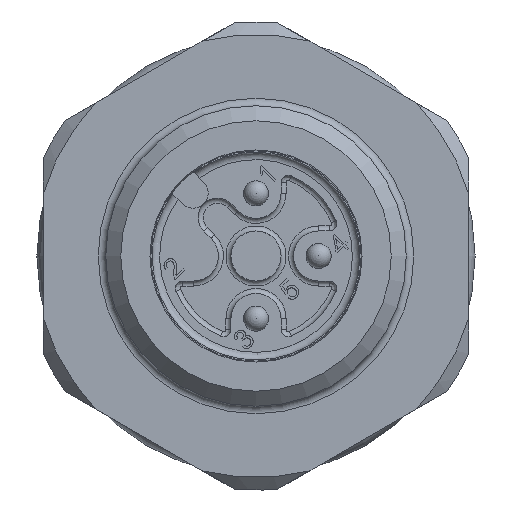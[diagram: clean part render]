
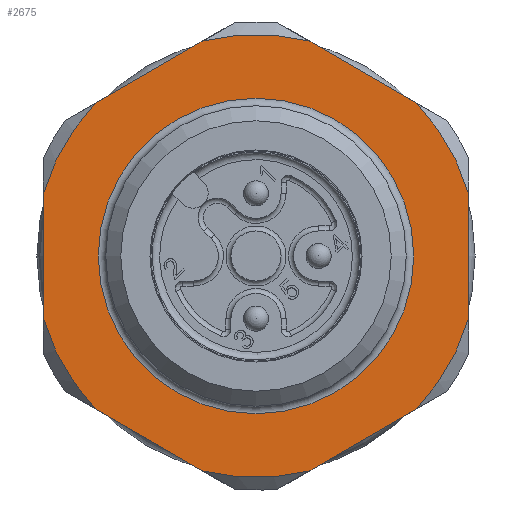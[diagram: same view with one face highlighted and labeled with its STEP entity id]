
A CAD part, left-side view. The second image highlights one B-rep face of the part: STEP entity #2675.
In plain terms, the highlighted planar face has unit normal (-1, 0, 0).
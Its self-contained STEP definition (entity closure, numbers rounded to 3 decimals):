
#488=PLANE('',#3324);
#584=EDGE_LOOP('',(#1035));
#585=EDGE_LOOP('',(#1036,#1037,#1038,#1039,#1040,#1041,#1042,#1043,#1044,
#1045,#1046,#1047));
#836=CIRCLE('',#3311,8.85);
#837=CIRCLE('',#3313,8.85);
#838=CIRCLE('',#3315,8.85);
#839=CIRCLE('',#3317,8.85);
#840=CIRCLE('',#3319,8.85);
#841=CIRCLE('',#3321,8.85);
#842=CIRCLE('',#3323,6.3);
#1035=ORIENTED_EDGE('',*,*,#1918,.T.);
#1036=ORIENTED_EDGE('',*,*,#1901,.F.);
#1037=ORIENTED_EDGE('',*,*,#1919,.T.);
#1038=ORIENTED_EDGE('',*,*,#1903,.F.);
#1039=ORIENTED_EDGE('',*,*,#1920,.T.);
#1040=ORIENTED_EDGE('',*,*,#1916,.F.);
#1041=ORIENTED_EDGE('',*,*,#1921,.T.);
#1042=ORIENTED_EDGE('',*,*,#1913,.F.);
#1043=ORIENTED_EDGE('',*,*,#1922,.T.);
#1044=ORIENTED_EDGE('',*,*,#1910,.F.);
#1045=ORIENTED_EDGE('',*,*,#1923,.T.);
#1046=ORIENTED_EDGE('',*,*,#1907,.F.);
#1047=ORIENTED_EDGE('',*,*,#1924,.T.);
#1901=EDGE_CURVE('',#3010,#3011,#836,.T.);
#1903=EDGE_CURVE('',#3012,#3013,#837,.T.);
#1907=EDGE_CURVE('',#3014,#3015,#838,.T.);
#1910=EDGE_CURVE('',#3016,#3017,#839,.T.);
#1913=EDGE_CURVE('',#3018,#3019,#840,.T.);
#1916=EDGE_CURVE('',#3020,#3021,#841,.T.);
#1918=EDGE_CURVE('',#3022,#3022,#842,.T.);
#1919=EDGE_CURVE('',#3010,#3013,#2322,.T.);
#1920=EDGE_CURVE('',#3012,#3021,#2323,.T.);
#1921=EDGE_CURVE('',#3020,#3019,#2324,.T.);
#1922=EDGE_CURVE('',#3018,#3017,#2325,.T.);
#1923=EDGE_CURVE('',#3016,#3015,#2326,.T.);
#1924=EDGE_CURVE('',#3014,#3011,#2327,.T.);
#2322=LINE('',#4544,#2475);
#2323=LINE('',#4545,#2476);
#2324=LINE('',#4546,#2477);
#2325=LINE('',#4547,#2478);
#2326=LINE('',#4548,#2479);
#2327=LINE('',#4549,#2480);
#2475=VECTOR('',#3695,1.);
#2476=VECTOR('',#3696,1.);
#2477=VECTOR('',#3697,1.);
#2478=VECTOR('',#3698,1.);
#2479=VECTOR('',#3699,1.);
#2480=VECTOR('',#3700,1.);
#2675=ADVANCED_FACE('',(#2875,#2876),#488,.T.);
#2875=FACE_BOUND('',#584,.T.);
#2876=FACE_BOUND('',#585,.T.);
#3010=VERTEX_POINT('',#4474);
#3011=VERTEX_POINT('',#4476);
#3012=VERTEX_POINT('',#4483);
#3013=VERTEX_POINT('',#4484);
#3014=VERTEX_POINT('',#4498);
#3015=VERTEX_POINT('',#4500);
#3016=VERTEX_POINT('',#4510);
#3017=VERTEX_POINT('',#4512);
#3018=VERTEX_POINT('',#4522);
#3019=VERTEX_POINT('',#4524);
#3020=VERTEX_POINT('',#4534);
#3021=VERTEX_POINT('',#4536);
#3022=VERTEX_POINT('',#4543);
#3311=AXIS2_PLACEMENT_3D('',#4475,#3669,#3670);
#3313=AXIS2_PLACEMENT_3D('',#4482,#3673,#3674);
#3315=AXIS2_PLACEMENT_3D('',#4499,#3677,#3678);
#3317=AXIS2_PLACEMENT_3D('',#4511,#3681,#3682);
#3319=AXIS2_PLACEMENT_3D('',#4523,#3685,#3686);
#3321=AXIS2_PLACEMENT_3D('',#4535,#3689,#3690);
#3323=AXIS2_PLACEMENT_3D('',#4542,#3693,#3694);
#3324=AXIS2_PLACEMENT_3D('',#4550,#3701,#3702);
#3669=DIRECTION('',(1.,0.,0.));
#3670=DIRECTION('',(0.,-1.,0.));
#3673=DIRECTION('',(1.,0.,0.));
#3674=DIRECTION('',(0.,-1.,0.));
#3677=DIRECTION('',(1.,0.,0.));
#3678=DIRECTION('',(0.,-1.,0.));
#3681=DIRECTION('',(1.,0.,0.));
#3682=DIRECTION('',(0.,-1.,0.));
#3685=DIRECTION('',(1.,0.,0.));
#3686=DIRECTION('',(0.,-1.,0.));
#3689=DIRECTION('',(1.,0.,0.));
#3690=DIRECTION('',(0.,-1.,0.));
#3693=DIRECTION('',(1.,0.,0.));
#3694=DIRECTION('',(0.,1.,0.));
#3695=DIRECTION('',(0.,0.866,-0.5));
#3696=DIRECTION('',(0.,0.,-1.));
#3697=DIRECTION('',(0.,-0.866,-0.5));
#3698=DIRECTION('',(0.,-0.866,0.5));
#3699=DIRECTION('',(0.,0.,1.));
#3700=DIRECTION('',(0.,0.866,0.5));
#3701=DIRECTION('',(-1.,0.,0.));
#3702=DIRECTION('',(0.,1.,0.));
#4474=CARTESIAN_POINT('',(10.,2.116,8.593));
#4475=CARTESIAN_POINT('',(10.,0.,0.));
#4476=CARTESIAN_POINT('',(10.,-2.116,8.593));
#4482=CARTESIAN_POINT('',(10.,0.,0.));
#4483=CARTESIAN_POINT('',(10.,8.5,2.464));
#4484=CARTESIAN_POINT('',(10.,6.384,6.129));
#4498=CARTESIAN_POINT('',(10.,-6.384,6.129));
#4499=CARTESIAN_POINT('',(10.,0.,0.));
#4500=CARTESIAN_POINT('',(10.,-8.5,2.464));
#4510=CARTESIAN_POINT('',(10.,-8.5,-2.464));
#4511=CARTESIAN_POINT('',(10.,0.,0.));
#4512=CARTESIAN_POINT('',(10.,-6.384,-6.129));
#4522=CARTESIAN_POINT('',(10.,-2.116,-8.593));
#4523=CARTESIAN_POINT('',(10.,0.,0.));
#4524=CARTESIAN_POINT('',(10.,2.116,-8.593));
#4534=CARTESIAN_POINT('',(10.,6.384,-6.129));
#4535=CARTESIAN_POINT('',(10.,0.,0.));
#4536=CARTESIAN_POINT('',(10.,8.5,-2.464));
#4542=CARTESIAN_POINT('',(10.,0.,0.));
#4543=CARTESIAN_POINT('',(10.,6.3,0.));
#4544=CARTESIAN_POINT('',(10.,8.082,5.149));
#4545=CARTESIAN_POINT('',(10.,8.5,-8.85));
#4546=CARTESIAN_POINT('',(10.,0.418,-9.574));
#4547=CARTESIAN_POINT('',(10.,-0.418,-9.574));
#4548=CARTESIAN_POINT('',(10.,-8.5,-8.85));
#4549=CARTESIAN_POINT('',(10.,-8.082,5.149));
#4550=CARTESIAN_POINT('',(10.,0.,-8.85));
